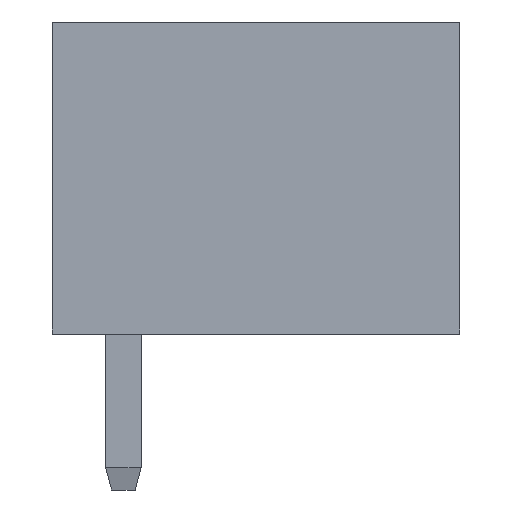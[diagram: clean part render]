
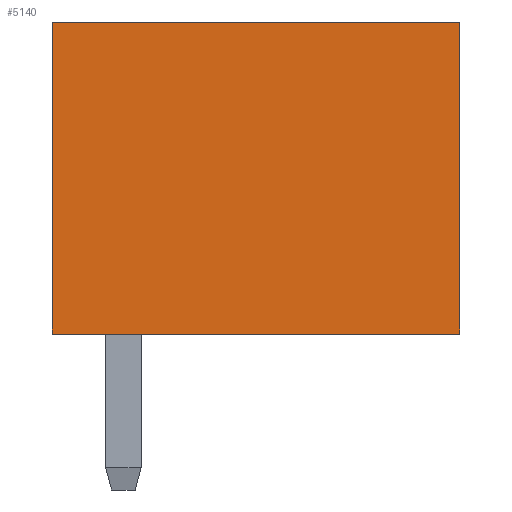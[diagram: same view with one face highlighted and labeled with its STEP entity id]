
A CAD part, left-side view. The second image highlights one B-rep face of the part: STEP entity #5140.
In plain terms, the highlighted planar face has unit normal (-1, 0, 0).
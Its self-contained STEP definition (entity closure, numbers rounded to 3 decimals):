
#88 = DIRECTION ( 'NONE',  ( 0., 0., -1. ) ) ;
#310 = LINE ( 'NONE', #6461, #2891 ) ;
#806 = CARTESIAN_POINT ( 'NONE',  ( -2.345, -7.55, 0. ) ) ;
#1192 = CARTESIAN_POINT ( 'NONE',  ( -2.345, -7.55, 7. ) ) ;
#1782 = EDGE_CURVE ( 'NONE', #13789, #2242, #16924, .T. ) ;
#2242 = VERTEX_POINT ( 'NONE', #806 ) ;
#2891 = VECTOR ( 'NONE', #26090, 1000. ) ;
#4480 = CARTESIAN_POINT ( 'NONE',  ( -2.345, 1.6, 0. ) ) ;
#4490 = CARTESIAN_POINT ( 'NONE',  ( -2.345, -7.55, 7. ) ) ;
#5140 = ADVANCED_FACE ( 'NONE', ( #17695 ), #9754, .F. ) ;
#5244 = EDGE_CURVE ( 'NONE', #24833, #16185, #19212, .T. ) ;
#5967 = VECTOR ( 'NONE', #9423, 1000. ) ;
#6461 = CARTESIAN_POINT ( 'NONE',  ( -2.345, -7.55, 7. ) ) ;
#6887 = ORIENTED_EDGE ( 'NONE', *, *, #1782, .T. ) ;
#8506 = ORIENTED_EDGE ( 'NONE', *, *, #10171, .T. ) ;
#9423 = DIRECTION ( 'NONE',  ( 0., 0., -1. ) ) ;
#9571 = CARTESIAN_POINT ( 'NONE',  ( -2.345, 1.6, 7. ) ) ;
#9611 = AXIS2_PLACEMENT_3D ( 'NONE', #4490, #17970, #88 ) ;
#9754 = PLANE ( 'NONE',  #9611 ) ;
#10171 = EDGE_CURVE ( 'NONE', #24833, #13789, #13645, .T. ) ;
#10326 = DIRECTION ( 'NONE',  ( 0., -1., 0. ) ) ;
#12237 = CARTESIAN_POINT ( 'NONE',  ( -2.345, -7.55, 0. ) ) ;
#12247 = ORIENTED_EDGE ( 'NONE', *, *, #25323, .F. ) ;
#12403 = VECTOR ( 'NONE', #18645, 1000. ) ;
#13645 = LINE ( 'NONE', #9571, #5967 ) ;
#13789 = VERTEX_POINT ( 'NONE', #4480 ) ;
#14560 = EDGE_LOOP ( 'NONE', ( #6887, #12247, #18269, #8506 ) ) ;
#16185 = VERTEX_POINT ( 'NONE', #17982 ) ;
#16924 = LINE ( 'NONE', #12237, #12403 ) ;
#16933 = CARTESIAN_POINT ( 'NONE',  ( -2.345, 1.6, 7. ) ) ;
#17695 = FACE_OUTER_BOUND ( 'NONE', #14560, .T. ) ;
#17970 = DIRECTION ( 'NONE',  ( 1., 0., 0. ) ) ;
#17982 = CARTESIAN_POINT ( 'NONE',  ( -2.345, -7.55, 7. ) ) ;
#18269 = ORIENTED_EDGE ( 'NONE', *, *, #5244, .F. ) ;
#18645 = DIRECTION ( 'NONE',  ( 0., -1., 0. ) ) ;
#19056 = VECTOR ( 'NONE', #10326, 1000. ) ;
#19212 = LINE ( 'NONE', #1192, #19056 ) ;
#24833 = VERTEX_POINT ( 'NONE', #16933 ) ;
#25323 = EDGE_CURVE ( 'NONE', #16185, #2242, #310, .T. ) ;
#26090 = DIRECTION ( 'NONE',  ( 0., 0., -1. ) ) ;
